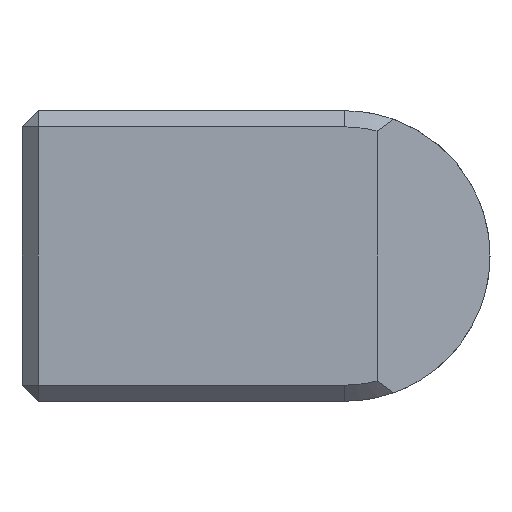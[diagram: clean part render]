
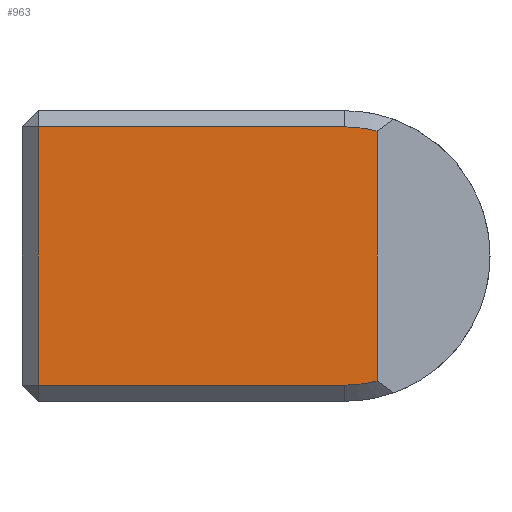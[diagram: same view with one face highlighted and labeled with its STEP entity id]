
A CAD part, left-side view. The second image highlights one B-rep face of the part: STEP entity #963.
In plain terms, the highlighted planar face has unit normal (-1, 0, 0).
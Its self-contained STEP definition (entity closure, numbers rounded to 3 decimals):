
#6 = CIRCLE ( 'NONE', #218, 4. ) ;
#9 = CARTESIAN_POINT ( 'NONE',  ( -22., 6., 0. ) ) ;
#126 = DIRECTION ( 'NONE',  ( 0., 0., -1. ) ) ;
#164 = VECTOR ( 'NONE', #804, 1000. ) ;
#218 = AXIS2_PLACEMENT_3D ( 'NONE', #9, #858, #126 ) ;
#279 = EDGE_CURVE ( 'NONE', #1149, #654, #607, .T. ) ;
#323 = CARTESIAN_POINT ( 'NONE',  ( -22., 6., 4. ) ) ;
#337 = ORIENTED_EDGE ( 'NONE', *, *, #403, .T. ) ;
#352 = CARTESIAN_POINT ( 'NONE',  ( -22., 0., 4.5 ) ) ;
#403 = EDGE_CURVE ( 'NONE', #1282, #1292, #496, .T. ) ;
#423 = EDGE_LOOP ( 'NONE', ( #1119, #1465, #1471, #1238, #614, #337 ) ) ;
#458 = DIRECTION ( 'NONE',  ( 0., 1., 0. ) ) ;
#496 = LINE ( 'NONE', #923, #164 ) ;
#500 = CARTESIAN_POINT ( 'NONE',  ( -22., 6., 0. ) ) ;
#579 = DIRECTION ( 'NONE',  ( 0., -1., 0. ) ) ;
#587 = LINE ( 'NONE', #746, #914 ) ;
#595 = PLANE ( 'NONE',  #1541 ) ;
#607 = CIRCLE ( 'NONE', #989, 4. ) ;
#614 = ORIENTED_EDGE ( 'NONE', *, *, #1336, .T. ) ;
#617 = DIRECTION ( 'NONE',  ( 0., 0., -1. ) ) ;
#640 = FACE_OUTER_BOUND ( 'NONE', #423, .T. ) ;
#654 = VERTEX_POINT ( 'NONE', #1114 ) ;
#682 = EDGE_CURVE ( 'NONE', #654, #1015, #587, .T. ) ;
#719 = DIRECTION ( 'NONE',  ( 1., 0., 0. ) ) ;
#746 = CARTESIAN_POINT ( 'NONE',  ( -22., 5., -4.5 ) ) ;
#804 = DIRECTION ( 'NONE',  ( 0., 0., -1. ) ) ;
#817 = CARTESIAN_POINT ( 'NONE',  ( -22., 15.5, -4. ) ) ;
#840 = VECTOR ( 'NONE', #579, 1000. ) ;
#858 = DIRECTION ( 'NONE',  ( -1., 0., 0. ) ) ;
#877 = LINE ( 'NONE', #1193, #1504 ) ;
#914 = VECTOR ( 'NONE', #957, 1000. ) ;
#923 = CARTESIAN_POINT ( 'NONE',  ( -22., 15.5, 4.5 ) ) ;
#957 = DIRECTION ( 'NONE',  ( 0., 0., 1. ) ) ;
#963 = ADVANCED_FACE ( 'NONE', ( #640 ), #595, .F. ) ;
#989 = AXIS2_PLACEMENT_3D ( 'NONE', #500, #1347, #617 ) ;
#1015 = VERTEX_POINT ( 'NONE', #1330 ) ;
#1017 = EDGE_CURVE ( 'NONE', #1015, #1279, #6, .T. ) ;
#1053 = CARTESIAN_POINT ( 'NONE',  ( -22., 15.5, 4. ) ) ;
#1114 = CARTESIAN_POINT ( 'NONE',  ( -22., 5., -3.873 ) ) ;
#1119 = ORIENTED_EDGE ( 'NONE', *, *, #1368, .T. ) ;
#1136 = CARTESIAN_POINT ( 'NONE',  ( -22., 6., -4. ) ) ;
#1149 = VERTEX_POINT ( 'NONE', #1136 ) ;
#1193 = CARTESIAN_POINT ( 'NONE',  ( -22., 16., 4. ) ) ;
#1206 = LINE ( 'NONE', #1424, #840 ) ;
#1238 = ORIENTED_EDGE ( 'NONE', *, *, #1017, .T. ) ;
#1279 = VERTEX_POINT ( 'NONE', #323 ) ;
#1282 = VERTEX_POINT ( 'NONE', #1053 ) ;
#1292 = VERTEX_POINT ( 'NONE', #817 ) ;
#1330 = CARTESIAN_POINT ( 'NONE',  ( -22., 5., 3.873 ) ) ;
#1336 = EDGE_CURVE ( 'NONE', #1279, #1282, #877, .T. ) ;
#1347 = DIRECTION ( 'NONE',  ( -1., 0., 0. ) ) ;
#1368 = EDGE_CURVE ( 'NONE', #1292, #1149, #1206, .T. ) ;
#1424 = CARTESIAN_POINT ( 'NONE',  ( -22., 0., -4. ) ) ;
#1465 = ORIENTED_EDGE ( 'NONE', *, *, #279, .T. ) ;
#1471 = ORIENTED_EDGE ( 'NONE', *, *, #682, .T. ) ;
#1504 = VECTOR ( 'NONE', #458, 1000. ) ;
#1541 = AXIS2_PLACEMENT_3D ( 'NONE', #352, #719, #1556 ) ;
#1556 = DIRECTION ( 'NONE',  ( 0., 0., -1. ) ) ;
